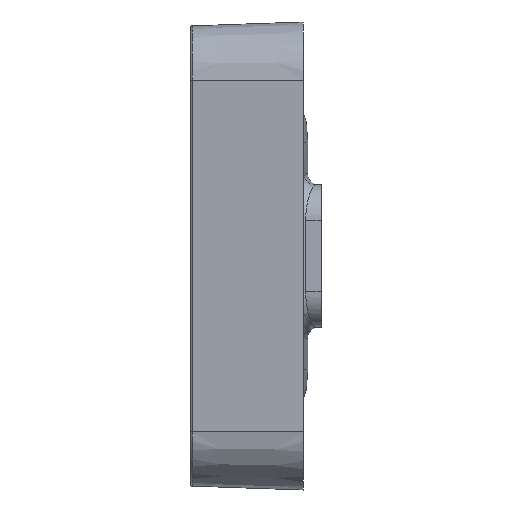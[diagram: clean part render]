
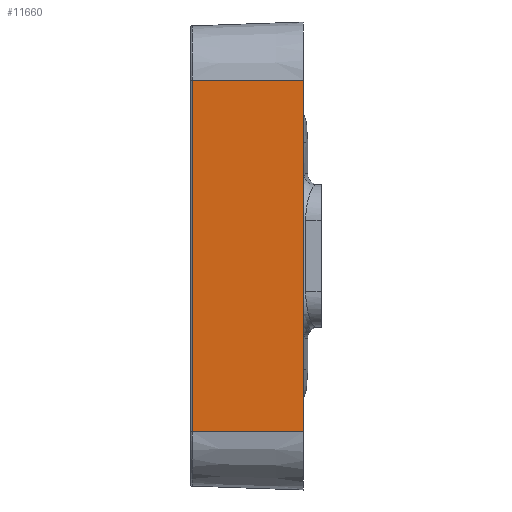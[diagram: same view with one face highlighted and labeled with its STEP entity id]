
A CAD part, left-side view. The second image highlights one B-rep face of the part: STEP entity #11660.
In plain terms, the highlighted planar face has unit normal (-0.999, 0.035, 0).
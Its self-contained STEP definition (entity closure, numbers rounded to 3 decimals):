
#20 = EDGE_CURVE ( 'NONE', #8700, #12495, #4576, .T. ) ;
#302 = CARTESIAN_POINT ( 'NONE',  ( -219.343, 119.035, 148.5 ) ) ;
#577 = PLANE ( 'NONE',  #1463 ) ;
#652 = VERTEX_POINT ( 'NONE', #5527 ) ;
#683 = ORIENTED_EDGE ( 'NONE', *, *, #1054, .T. ) ;
#980 = ORIENTED_EDGE ( 'NONE', *, *, #2965, .T. ) ;
#1054 = EDGE_CURVE ( 'NONE', #12678, #652, #6119, .T. ) ;
#1227 = CARTESIAN_POINT ( 'NONE',  ( -219.343, 119.035, -148.5 ) ) ;
#1463 = AXIS2_PLACEMENT_3D ( 'NONE', #3457, #1616, #6572 ) ;
#1616 = DIRECTION ( 'NONE',  ( -0.999, 0.035, 0. ) ) ;
#2376 = CARTESIAN_POINT ( 'NONE',  ( -222.627, 25., -198.501 ) ) ;
#2965 = EDGE_CURVE ( 'NONE', #652, #12495, #11019, .T. ) ;
#2986 = ORIENTED_EDGE ( 'NONE', *, *, #6215, .F. ) ;
#3457 = CARTESIAN_POINT ( 'NONE',  ( -223.5, 0., -148.5 ) ) ;
#3791 = VECTOR ( 'NONE', #10235, 1000. ) ;
#4576 = LINE ( 'NONE', #2376, #3791 ) ;
#5527 = CARTESIAN_POINT ( 'NONE',  ( -219.343, 119.035, -148.5 ) ) ;
#6119 = LINE ( 'NONE', #1227, #12420 ) ;
#6215 = EDGE_CURVE ( 'NONE', #12678, #8700, #7602, .T. ) ;
#6263 = VECTOR ( 'NONE', #9079, 1000. ) ;
#6572 = DIRECTION ( 'NONE',  ( -0.035, -0.999, 0. ) ) ;
#6892 = CARTESIAN_POINT ( 'NONE',  ( -222.627, 25., 148.5 ) ) ;
#6911 = DIRECTION ( 'NONE',  ( -0.035, -0.999, 0. ) ) ;
#7602 = LINE ( 'NONE', #8886, #9270 ) ;
#7647 = CARTESIAN_POINT ( 'NONE',  ( -223.5, 0., -148.5 ) ) ;
#8041 = DIRECTION ( 'NONE',  ( 0., 0., -1. ) ) ;
#8367 = EDGE_LOOP ( 'NONE', ( #980, #11613, #2986, #683 ) ) ;
#8700 = VERTEX_POINT ( 'NONE', #6892 ) ;
#8750 = CARTESIAN_POINT ( 'NONE',  ( -222.627, 25., -148.5 ) ) ;
#8886 = CARTESIAN_POINT ( 'NONE',  ( -223.5, 0., 148.5 ) ) ;
#8954 = FACE_OUTER_BOUND ( 'NONE', #8367, .T. ) ;
#9079 = DIRECTION ( 'NONE',  ( -0.035, -0.999, 0. ) ) ;
#9270 = VECTOR ( 'NONE', #6911, 1000. ) ;
#10235 = DIRECTION ( 'NONE',  ( 0., 0., -1. ) ) ;
#11019 = LINE ( 'NONE', #7647, #6263 ) ;
#11613 = ORIENTED_EDGE ( 'NONE', *, *, #20, .F. ) ;
#11660 = ADVANCED_FACE ( 'NONE', ( #8954 ), #577, .T. ) ;
#12420 = VECTOR ( 'NONE', #8041, 1000. ) ;
#12495 = VERTEX_POINT ( 'NONE', #8750 ) ;
#12678 = VERTEX_POINT ( 'NONE', #302 ) ;
